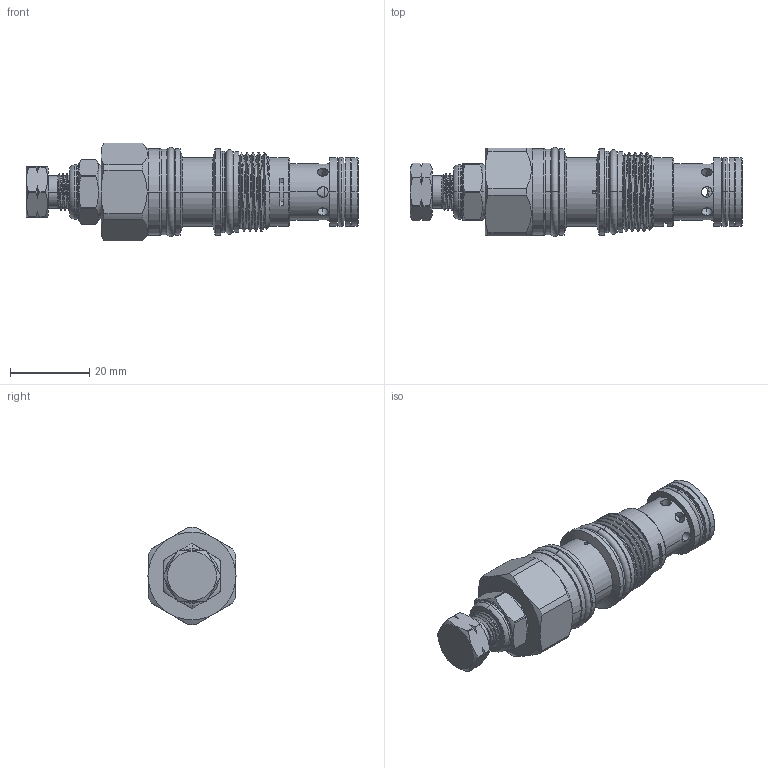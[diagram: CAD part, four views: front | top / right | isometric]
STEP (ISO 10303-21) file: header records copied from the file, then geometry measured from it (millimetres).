
FILE_DESCRIPTION (( 'STEP AP203' ), '1' );
FILE_NAME ('PB11A30-G.STEP', '2016-07-22T05:44:11', ( '' ), ( '' ), 'SwSTEP 2.0', 'SolidWorks 2012', '' );
FILE_SCHEMA (( 'CONFIG_CONTROL_DESIGN' ));
Length unit declared in the file: millimetre
Products named in the file (1): PB11A30-G
Bounding box: 84.02 x 22.55 x 24.79 mm (x, y, z)
Volume: 20534.3 mm3; surface area: 9262.7 mm2
Topology: 3 solids, 6 shells, 339 faces, 885 edges, 560 vertices
Faces by surface type: cylinder 191, cone 61, plane 51, torus 28, bspline 8
Entity records: 18995 total; most frequent: CARTESIAN_POINT 10937, ORIENTED_EDGE 1770, DIRECTION 1599, EDGE_CURVE 885, AXIS2_PLACEMENT_3D 672, VERTEX_POINT 560, EDGE_LOOP 381, CIRCLE 340
